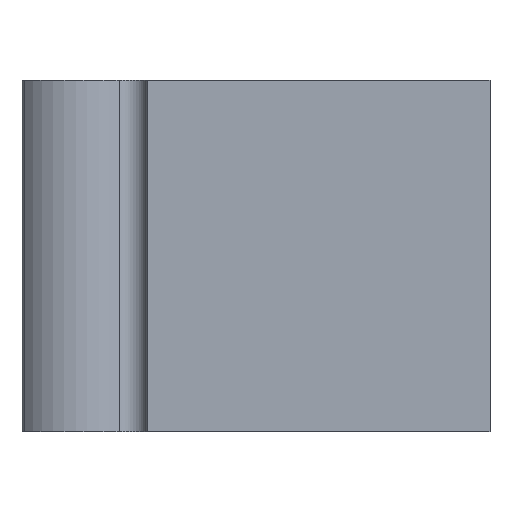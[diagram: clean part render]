
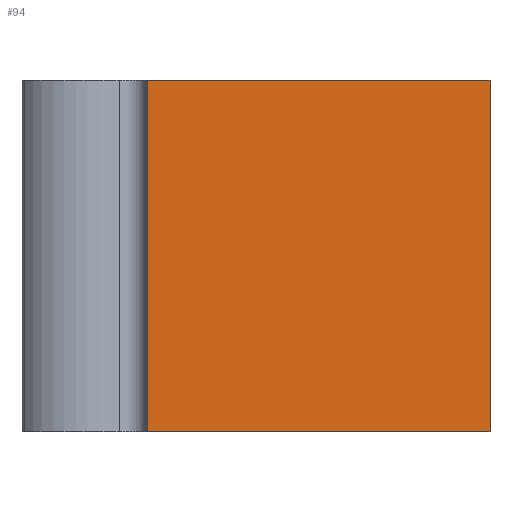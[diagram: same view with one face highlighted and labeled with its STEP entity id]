
A CAD part, left-side view. The second image highlights one B-rep face of the part: STEP entity #94.
In plain terms, the highlighted planar face has unit normal (-1, 0, 0).
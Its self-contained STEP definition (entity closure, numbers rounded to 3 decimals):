
#94=ADVANCED_FACE('',(#171),#142,.F.);
#142=PLANE('',#974);
#171=FACE_OUTER_BOUND('',#219,.T.);
#219=EDGE_LOOP('',(#288,#289,#290,#291));
#288=ORIENTED_EDGE('',*,*,#654,.T.);
#289=ORIENTED_EDGE('',*,*,#655,.F.);
#290=ORIENTED_EDGE('',*,*,#656,.F.);
#291=ORIENTED_EDGE('',*,*,#657,.T.);
#560=VERTEX_POINT('',#1378);
#561=VERTEX_POINT('',#1379);
#562=VERTEX_POINT('',#1381);
#563=VERTEX_POINT('',#1383);
#654=EDGE_CURVE('',#560,#561,#792,.T.);
#655=EDGE_CURVE('',#562,#561,#793,.T.);
#656=EDGE_CURVE('',#563,#562,#794,.T.);
#657=EDGE_CURVE('',#563,#560,#795,.T.);
#792=LINE('',#1377,#892);
#793=LINE('',#1380,#893);
#794=LINE('',#1382,#894);
#795=LINE('',#1384,#895);
#892=VECTOR('',#1087,1.);
#893=VECTOR('',#1088,1.);
#894=VECTOR('',#1089,1.);
#895=VECTOR('',#1090,1.);
#974=AXIS2_PLACEMENT_3D('',#1385,#1091,#1092);
#1087=DIRECTION('',(0.,-1.,0.));
#1088=DIRECTION('',(0.,0.,-1.));
#1089=DIRECTION('',(0.,-1.,0.));
#1090=DIRECTION('',(0.,0.,-1.));
#1091=DIRECTION('',(1.,0.,0.));
#1092=DIRECTION('',(0.,0.,-1.));
#1377=CARTESIAN_POINT('',(-18.,18.,-12.));
#1378=CARTESIAN_POINT('',(-18.,17.,-12.));
#1379=CARTESIAN_POINT('',(-18.,-2.5,-12.));
#1380=CARTESIAN_POINT('',(-18.,-2.5,8.));
#1381=CARTESIAN_POINT('',(-18.,-2.5,8.));
#1382=CARTESIAN_POINT('',(-18.,17.,8.));
#1383=CARTESIAN_POINT('',(-18.,17.,8.));
#1384=CARTESIAN_POINT('',(-18.,17.,8.));
#1385=CARTESIAN_POINT('',(-18.,17.,8.));
